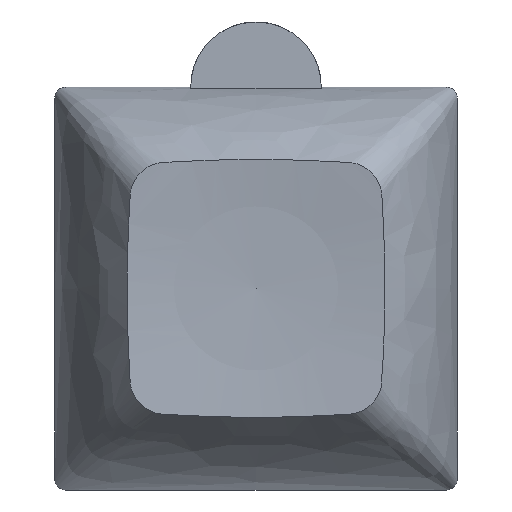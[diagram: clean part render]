
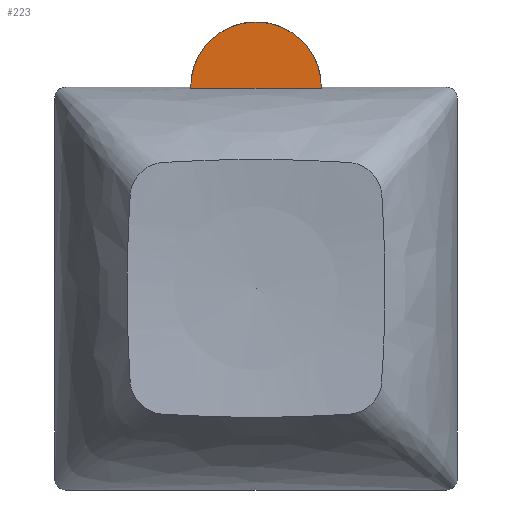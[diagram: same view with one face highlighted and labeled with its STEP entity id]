
A CAD part, top view. The second image highlights one B-rep face of the part: STEP entity #223.
In plain terms, the highlighted planar face has unit normal (0, 0, 1).
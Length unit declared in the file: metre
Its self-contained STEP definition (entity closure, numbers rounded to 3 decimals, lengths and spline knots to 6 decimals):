
#223 = ADVANCED_FACE( '', ( #460 ), #461, .T. );
#460 = FACE_OUTER_BOUND( '', #12659, .T. );
#461 = PLANE( '', #12660 );
#12659 = EDGE_LOOP( '', ( #14710, #14711 ) );
#12660 = AXIS2_PLACEMENT_3D( '', #14712, #14713, #14714 );
#14710 = ORIENTED_EDGE( '', *, *, #14909, .F. );
#14711 = ORIENTED_EDGE( '', *, *, #14985, .T. );
#14712 = CARTESIAN_POINT( '', ( 0., 0.0015, 0.0005 ) );
#14713 = DIRECTION( '', ( 0., 0., 1. ) );
#14714 = DIRECTION( '', ( 1., 0., 0. ) );
#14909 = EDGE_CURVE( '', #15250, #15253, #15254, .T. );
#14985 = EDGE_CURVE( '', #15250, #15253, #15368, .T. );
#15250 = VERTEX_POINT( '', #16172 );
#15253 = VERTEX_POINT( '', #16178 );
#15254 = B_SPLINE_CURVE_WITH_KNOTS( '', 3, ( #16179, #16180, #16181, #16182, #16183, #16184 ), .UNSPECIFIED., .F., .F., ( 4, 2, 4 ), ( 0., 0.003, 0.005999 ), .UNSPECIFIED. );
#15368 = CIRCLE( '', #16647, 0.003 );
#16172 = CARTESIAN_POINT( '', ( 0.003, 0.009197, 0.0005 ) );
#16178 = CARTESIAN_POINT( '', ( -0.003, 0.009197, 0.0005 ) );
#16179 = CARTESIAN_POINT( '', ( 0.003, 0.009197, 0.0005 ) );
#16180 = CARTESIAN_POINT( '', ( 0.001938, 0.009202, 0.0005 ) );
#16181 = CARTESIAN_POINT( '', ( 0.000889, 0.009205, 0.0005 ) );
#16182 = CARTESIAN_POINT( '', ( -0.000889, 0.009205, 0.0005 ) );
#16183 = CARTESIAN_POINT( '', ( -0.001938, 0.009202, 0.0005 ) );
#16184 = CARTESIAN_POINT( '', ( -0.003, 0.009197, 0.0005 ) );
#16647 = AXIS2_PLACEMENT_3D( '', #17524, #17525, #17526 );
#17524 = CARTESIAN_POINT( '', ( 0., 0.00925, 0.0005 ) );
#17525 = DIRECTION( '', ( 0., 0., 1. ) );
#17526 = DIRECTION( '', ( 1., 0., 0. ) );
